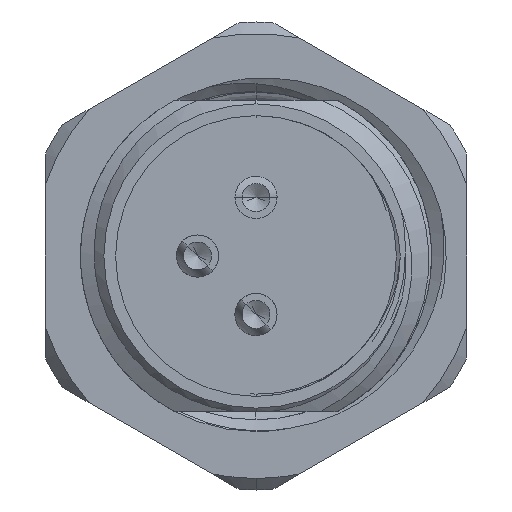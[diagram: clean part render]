
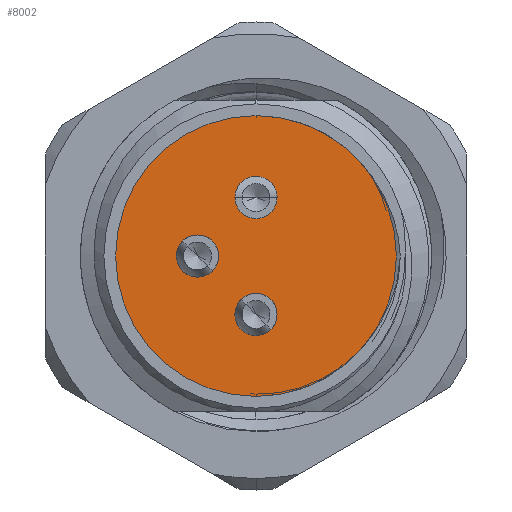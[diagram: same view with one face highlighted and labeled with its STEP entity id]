
A CAD part, left-side view. The second image highlights one B-rep face of the part: STEP entity #8002.
In plain terms, the highlighted planar face has unit normal (-1, 0, 0).
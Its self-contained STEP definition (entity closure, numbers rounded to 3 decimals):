
#3 = CARTESIAN_POINT ( 'NONE',  ( -13., -0.9, -2.5 ) ) ;
#5 = FACE_OUTER_BOUND ( 'NONE', #782, .T. ) ;
#149 = AXIS2_PLACEMENT_3D ( 'NONE', #9562, #2496, #8504 ) ;
#247 = VERTEX_POINT ( 'NONE', #6960 ) ;
#377 = AXIS2_PLACEMENT_3D ( 'NONE', #5799, #12858, #8703 ) ;
#782 = EDGE_LOOP ( 'NONE', ( #1560, #7621 ) ) ;
#945 = FACE_BOUND ( 'NONE', #4577, .T. ) ;
#1245 = CARTESIAN_POINT ( 'NONE',  ( -13., 0., 2.5 ) ) ;
#1303 = ORIENTED_EDGE ( 'NONE', *, *, #1651, .F. ) ;
#1308 = EDGE_CURVE ( 'NONE', #10507, #4924, #9451, .T. ) ;
#1348 = CARTESIAN_POINT ( 'NONE',  ( -13., 2.5, 0. ) ) ;
#1560 = ORIENTED_EDGE ( 'NONE', *, *, #1308, .F. ) ;
#1641 = ORIENTED_EDGE ( 'NONE', *, *, #8032, .F. ) ;
#1651 = EDGE_CURVE ( 'NONE', #6764, #3641, #6086, .T. ) ;
#1674 = DIRECTION ( 'NONE',  ( -1., 0., 0. ) ) ;
#1854 = FACE_BOUND ( 'NONE', #2144, .T. ) ;
#2059 = CARTESIAN_POINT ( 'NONE',  ( -13., 0., 0. ) ) ;
#2144 = EDGE_LOOP ( 'NONE', ( #3672, #12278 ) ) ;
#2255 = CARTESIAN_POINT ( 'NONE',  ( -13., 0.9, -2.5 ) ) ;
#2444 = DIRECTION ( 'NONE',  ( 0., -1., 0. ) ) ;
#2447 = EDGE_CURVE ( 'NONE', #4924, #10507, #2564, .T. ) ;
#2496 = DIRECTION ( 'NONE',  ( -1., 0., 0. ) ) ;
#2564 = CIRCLE ( 'NONE', #3401, 6. ) ;
#2785 = CARTESIAN_POINT ( 'NONE',  ( -13., 0., -2.5 ) ) ;
#2826 = CIRCLE ( 'NONE', #10141, 0.9 ) ;
#2882 = DIRECTION ( 'NONE',  ( 0., -1., 0. ) ) ;
#2885 = DIRECTION ( 'NONE',  ( 0., -1., 0. ) ) ;
#3016 = DIRECTION ( 'NONE',  ( -1., 0., 0. ) ) ;
#3401 = AXIS2_PLACEMENT_3D ( 'NONE', #2059, #6007, #10036 ) ;
#3641 = VERTEX_POINT ( 'NONE', #3 ) ;
#3672 = ORIENTED_EDGE ( 'NONE', *, *, #6008, .F. ) ;
#3683 = DIRECTION ( 'NONE',  ( 0., -1., 0. ) ) ;
#3698 = ORIENTED_EDGE ( 'NONE', *, *, #5440, .F. ) ;
#4577 = EDGE_LOOP ( 'NONE', ( #3698, #1303 ) ) ;
#4686 = PLANE ( 'NONE',  #377 ) ;
#4924 = VERTEX_POINT ( 'NONE', #7464 ) ;
#5062 = EDGE_CURVE ( 'NONE', #247, #10208, #12643, .T. ) ;
#5129 = DIRECTION ( 'NONE',  ( 1., 0., 0. ) ) ;
#5203 = DIRECTION ( 'NONE',  ( 0., -1., 0. ) ) ;
#5440 = EDGE_CURVE ( 'NONE', #3641, #6764, #6530, .T. ) ;
#5799 = CARTESIAN_POINT ( 'NONE',  ( -13., 0., 0. ) ) ;
#5868 = AXIS2_PLACEMENT_3D ( 'NONE', #2785, #7817, #3683 ) ;
#6007 = DIRECTION ( 'NONE',  ( 1., 0., 0. ) ) ;
#6008 = EDGE_CURVE ( 'NONE', #10208, #247, #7811, .T. ) ;
#6086 = CIRCLE ( 'NONE', #5868, 0.9 ) ;
#6325 = VERTEX_POINT ( 'NONE', #8300 ) ;
#6530 = CIRCLE ( 'NONE', #9897, 0.9 ) ;
#6764 = VERTEX_POINT ( 'NONE', #2255 ) ;
#6959 = AXIS2_PLACEMENT_3D ( 'NONE', #1245, #11978, #5203 ) ;
#6960 = CARTESIAN_POINT ( 'NONE',  ( -13., 0.9, 2.5 ) ) ;
#7137 = CARTESIAN_POINT ( 'NONE',  ( -13., 3.4, 0. ) ) ;
#7423 = VERTEX_POINT ( 'NONE', #7137 ) ;
#7463 = CARTESIAN_POINT ( 'NONE',  ( -13., -0.9, 2.5 ) ) ;
#7464 = CARTESIAN_POINT ( 'NONE',  ( -13., -6., 0. ) ) ;
#7621 = ORIENTED_EDGE ( 'NONE', *, *, #2447, .F. ) ;
#7811 = CIRCLE ( 'NONE', #149, 0.9 ) ;
#7817 = DIRECTION ( 'NONE',  ( -1., 0., 0. ) ) ;
#8002 = ADVANCED_FACE ( 'NONE', ( #945, #11810, #1854, #5 ), #4686, .T. ) ;
#8032 = EDGE_CURVE ( 'NONE', #7423, #6325, #2826, .T. ) ;
#8300 = CARTESIAN_POINT ( 'NONE',  ( -13., 1.6, 0. ) ) ;
#8504 = DIRECTION ( 'NONE',  ( 0., -1., 0. ) ) ;
#8703 = DIRECTION ( 'NONE',  ( 0., -1., 0. ) ) ;
#8928 = AXIS2_PLACEMENT_3D ( 'NONE', #1348, #10443, #2444 ) ;
#9451 = CIRCLE ( 'NONE', #12626, 6. ) ;
#9562 = CARTESIAN_POINT ( 'NONE',  ( -13., 0., 2.5 ) ) ;
#9897 = AXIS2_PLACEMENT_3D ( 'NONE', #11871, #3016, #2885 ) ;
#10036 = DIRECTION ( 'NONE',  ( 0., 1., 0. ) ) ;
#10141 = AXIS2_PLACEMENT_3D ( 'NONE', #11867, #1674, #2882 ) ;
#10194 = CARTESIAN_POINT ( 'NONE',  ( -13., 0., 0. ) ) ;
#10208 = VERTEX_POINT ( 'NONE', #7463 ) ;
#10237 = CARTESIAN_POINT ( 'NONE',  ( -13., 6., 0. ) ) ;
#10417 = CIRCLE ( 'NONE', #8928, 0.9 ) ;
#10443 = DIRECTION ( 'NONE',  ( -1., 0., 0. ) ) ;
#10507 = VERTEX_POINT ( 'NONE', #10237 ) ;
#10617 = EDGE_CURVE ( 'NONE', #6325, #7423, #10417, .T. ) ;
#11329 = DIRECTION ( 'NONE',  ( 0., 1., 0. ) ) ;
#11810 = FACE_BOUND ( 'NONE', #12829, .T. ) ;
#11867 = CARTESIAN_POINT ( 'NONE',  ( -13., 2.5, 0. ) ) ;
#11871 = CARTESIAN_POINT ( 'NONE',  ( -13., 0., -2.5 ) ) ;
#11978 = DIRECTION ( 'NONE',  ( -1., 0., 0. ) ) ;
#12278 = ORIENTED_EDGE ( 'NONE', *, *, #5062, .F. ) ;
#12626 = AXIS2_PLACEMENT_3D ( 'NONE', #10194, #5129, #11329 ) ;
#12643 = CIRCLE ( 'NONE', #6959, 0.9 ) ;
#12829 = EDGE_LOOP ( 'NONE', ( #12884, #1641 ) ) ;
#12858 = DIRECTION ( 'NONE',  ( -1., 0., 0. ) ) ;
#12884 = ORIENTED_EDGE ( 'NONE', *, *, #10617, .F. ) ;
